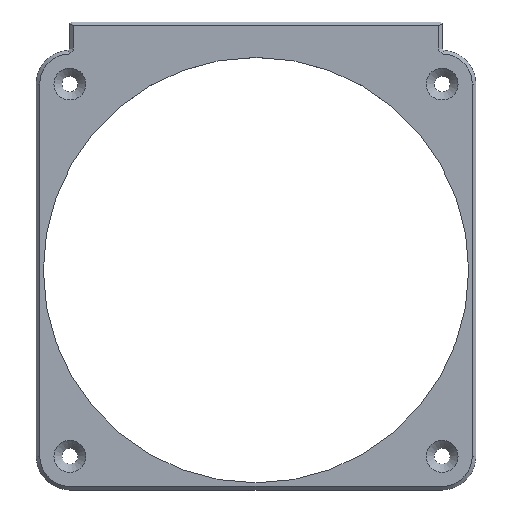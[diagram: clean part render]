
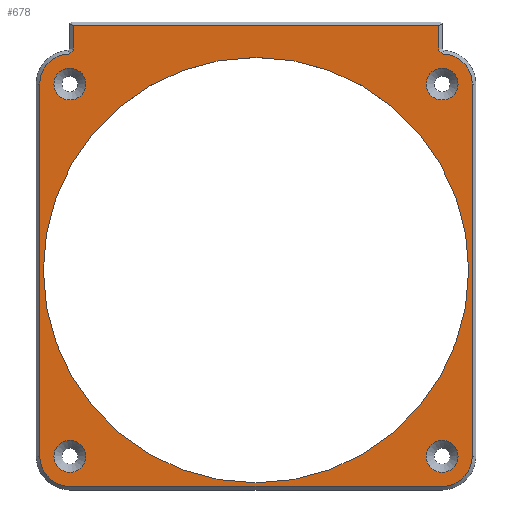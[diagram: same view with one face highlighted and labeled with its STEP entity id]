
A CAD part, top view. The second image highlights one B-rep face of the part: STEP entity #678.
In plain terms, the highlighted planar face has unit normal (0, 0, 1).
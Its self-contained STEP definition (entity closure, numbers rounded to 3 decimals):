
#36=FACE_BOUND('',#119,.T.);
#37=FACE_BOUND('',#120,.T.);
#38=FACE_BOUND('',#121,.T.);
#39=FACE_BOUND('',#122,.T.);
#40=FACE_BOUND('',#123,.T.);
#46=CIRCLE('',#734,8.5);
#47=CIRCLE('',#735,8.5);
#48=CIRCLE('',#736,8.5);
#49=CIRCLE('',#737,8.5);
#50=CIRCLE('',#738,4.5);
#51=CIRCLE('',#739,4.5);
#52=CIRCLE('',#740,60.);
#53=CIRCLE('',#741,4.5);
#54=CIRCLE('',#742,4.5);
#77=FACE_OUTER_BOUND('',#118,.T.);
#118=EDGE_LOOP('',(#469,#470,#471,#472,#473,#474,#475,#476,#477,#478,#479,
#480));
#119=EDGE_LOOP('',(#481));
#120=EDGE_LOOP('',(#482));
#121=EDGE_LOOP('',(#483));
#122=EDGE_LOOP('',(#484));
#123=EDGE_LOOP('',(#485));
#171=LINE('',#1022,#238);
#173=LINE('',#1026,#240);
#177=LINE('',#1034,#244);
#178=LINE('',#1036,#245);
#179=LINE('',#1040,#246);
#180=LINE('',#1044,#247);
#181=LINE('',#1048,#248);
#182=LINE('',#1051,#249);
#238=VECTOR('',#809,10.);
#240=VECTOR('',#813,10.);
#244=VECTOR('',#819,10.);
#245=VECTOR('',#820,10.);
#246=VECTOR('',#823,10.);
#247=VECTOR('',#826,10.);
#248=VECTOR('',#829,10.);
#249=VECTOR('',#832,10.);
#305=VERTEX_POINT('',#1019);
#306=VERTEX_POINT('',#1021);
#307=VERTEX_POINT('',#1025);
#310=VERTEX_POINT('',#1033);
#311=VERTEX_POINT('',#1035);
#312=VERTEX_POINT('',#1037);
#313=VERTEX_POINT('',#1039);
#314=VERTEX_POINT('',#1041);
#315=VERTEX_POINT('',#1043);
#316=VERTEX_POINT('',#1045);
#317=VERTEX_POINT('',#1047);
#318=VERTEX_POINT('',#1049);
#319=VERTEX_POINT('',#1052);
#320=VERTEX_POINT('',#1054);
#321=VERTEX_POINT('',#1056);
#322=VERTEX_POINT('',#1058);
#323=VERTEX_POINT('',#1060);
#364=EDGE_CURVE('',#305,#306,#171,.T.);
#366=EDGE_CURVE('',#306,#307,#173,.T.);
#370=EDGE_CURVE('',#310,#305,#177,.T.);
#371=EDGE_CURVE('',#311,#310,#178,.T.);
#372=EDGE_CURVE('',#312,#311,#46,.T.);
#373=EDGE_CURVE('',#313,#312,#179,.T.);
#374=EDGE_CURVE('',#314,#313,#47,.T.);
#375=EDGE_CURVE('',#315,#314,#180,.T.);
#376=EDGE_CURVE('',#316,#315,#48,.T.);
#377=EDGE_CURVE('',#317,#316,#181,.T.);
#378=EDGE_CURVE('',#318,#317,#49,.T.);
#379=EDGE_CURVE('',#307,#318,#182,.T.);
#380=EDGE_CURVE('',#319,#319,#50,.T.);
#381=EDGE_CURVE('',#320,#320,#51,.T.);
#382=EDGE_CURVE('',#321,#321,#52,.T.);
#383=EDGE_CURVE('',#322,#322,#53,.T.);
#384=EDGE_CURVE('',#323,#323,#54,.T.);
#469=ORIENTED_EDGE('',*,*,#364,.F.);
#470=ORIENTED_EDGE('',*,*,#370,.F.);
#471=ORIENTED_EDGE('',*,*,#371,.F.);
#472=ORIENTED_EDGE('',*,*,#372,.F.);
#473=ORIENTED_EDGE('',*,*,#373,.F.);
#474=ORIENTED_EDGE('',*,*,#374,.F.);
#475=ORIENTED_EDGE('',*,*,#375,.F.);
#476=ORIENTED_EDGE('',*,*,#376,.F.);
#477=ORIENTED_EDGE('',*,*,#377,.F.);
#478=ORIENTED_EDGE('',*,*,#378,.F.);
#479=ORIENTED_EDGE('',*,*,#379,.F.);
#480=ORIENTED_EDGE('',*,*,#366,.F.);
#481=ORIENTED_EDGE('',*,*,#380,.F.);
#482=ORIENTED_EDGE('',*,*,#381,.F.);
#483=ORIENTED_EDGE('',*,*,#382,.T.);
#484=ORIENTED_EDGE('',*,*,#383,.F.);
#485=ORIENTED_EDGE('',*,*,#384,.F.);
#656=PLANE('',#733);
#678=ADVANCED_FACE('',(#77,#36,#37,#38,#39,#40),#656,.T.);
#733=AXIS2_PLACEMENT_3D('',#1032,#817,#818);
#734=AXIS2_PLACEMENT_3D('',#1038,#821,#822);
#735=AXIS2_PLACEMENT_3D('',#1042,#824,#825);
#736=AXIS2_PLACEMENT_3D('',#1046,#827,#828);
#737=AXIS2_PLACEMENT_3D('',#1050,#830,#831);
#738=AXIS2_PLACEMENT_3D('',#1053,#833,#834);
#739=AXIS2_PLACEMENT_3D('',#1055,#835,#836);
#740=AXIS2_PLACEMENT_3D('',#1057,#837,#838);
#741=AXIS2_PLACEMENT_3D('',#1059,#839,#840);
#742=AXIS2_PLACEMENT_3D('',#1061,#841,#842);
#809=DIRECTION('',(1.,0.,0.));
#813=DIRECTION('',(0.,-1.,0.));
#817=DIRECTION('center_axis',(0.,0.,1.));
#818=DIRECTION('ref_axis',(-1.,0.,0.));
#819=DIRECTION('',(0.,1.,0.));
#820=DIRECTION('',(0.698,0.716,0.));
#821=DIRECTION('center_axis',(0.,0.,-1.));
#822=DIRECTION('ref_axis',(-1.,0.,0.));
#823=DIRECTION('',(0.,1.,0.));
#824=DIRECTION('center_axis',(0.,0.,-1.));
#825=DIRECTION('ref_axis',(-1.,0.,0.));
#826=DIRECTION('',(-1.,0.,0.));
#827=DIRECTION('center_axis',(0.,0.,-1.));
#828=DIRECTION('ref_axis',(1.,0.,0.));
#829=DIRECTION('',(0.,-1.,0.));
#830=DIRECTION('center_axis',(0.,0.,-1.));
#831=DIRECTION('ref_axis',(1.,0.,0.));
#832=DIRECTION('',(0.698,-0.716,0.));
#833=DIRECTION('center_axis',(0.,0.,1.));
#834=DIRECTION('ref_axis',(-1.,0.,0.));
#835=DIRECTION('center_axis',(0.,0.,1.));
#836=DIRECTION('ref_axis',(-1.,0.,0.));
#837=DIRECTION('center_axis',(0.,0.,-1.));
#838=DIRECTION('ref_axis',(-1.,0.,0.));
#839=DIRECTION('center_axis',(0.,0.,1.));
#840=DIRECTION('ref_axis',(-1.,0.,0.));
#841=DIRECTION('center_axis',(0.,0.,1.));
#842=DIRECTION('ref_axis',(-1.,0.,0.));
#1019=CARTESIAN_POINT('',(-51.5,69.,35.5));
#1021=CARTESIAN_POINT('',(51.5,69.,35.5));
#1022=CARTESIAN_POINT('',(-26.25,69.,35.5));
#1025=CARTESIAN_POINT('',(51.5,62.093,35.5));
#1026=CARTESIAN_POINT('',(51.5,31.,35.5));
#1032=CARTESIAN_POINT('Origin',(0.,0.,35.5));
#1033=CARTESIAN_POINT('',(-51.5,62.093,35.5));
#1034=CARTESIAN_POINT('',(-51.5,31.,35.5));
#1035=CARTESIAN_POINT('',(-52.565,61.,35.5));
#1036=CARTESIAN_POINT('',(-54.749,58.758,35.5));
#1037=CARTESIAN_POINT('',(-61.,52.5,35.5));
#1038=CARTESIAN_POINT('Origin',(-52.5,52.5,35.5));
#1039=CARTESIAN_POINT('',(-61.,-52.5,35.5));
#1040=CARTESIAN_POINT('',(-61.,-26.25,35.5));
#1041=CARTESIAN_POINT('',(-52.5,-61.,35.5));
#1042=CARTESIAN_POINT('Origin',(-52.5,-52.5,35.5));
#1043=CARTESIAN_POINT('',(52.5,-61.,35.5));
#1044=CARTESIAN_POINT('',(26.25,-61.,35.5));
#1045=CARTESIAN_POINT('',(61.,-52.5,35.5));
#1046=CARTESIAN_POINT('Origin',(52.5,-52.5,35.5));
#1047=CARTESIAN_POINT('',(61.,52.5,35.5));
#1048=CARTESIAN_POINT('',(61.,26.25,35.5));
#1049=CARTESIAN_POINT('',(52.565,61.,35.5));
#1050=CARTESIAN_POINT('Origin',(52.5,52.5,35.5));
#1051=CARTESIAN_POINT('',(54.749,58.758,35.5));
#1052=CARTESIAN_POINT('',(57.,52.5,35.5));
#1053=CARTESIAN_POINT('Origin',(52.5,52.5,35.5));
#1054=CARTESIAN_POINT('',(-48.,-52.5,35.5));
#1055=CARTESIAN_POINT('Origin',(-52.5,-52.5,35.5));
#1056=CARTESIAN_POINT('',(60.,0.,35.5));
#1057=CARTESIAN_POINT('Origin',(0.,0.,35.5));
#1058=CARTESIAN_POINT('',(57.,-52.5,35.5));
#1059=CARTESIAN_POINT('Origin',(52.5,-52.5,35.5));
#1060=CARTESIAN_POINT('',(-48.,52.5,35.5));
#1061=CARTESIAN_POINT('Origin',(-52.5,52.5,35.5));
